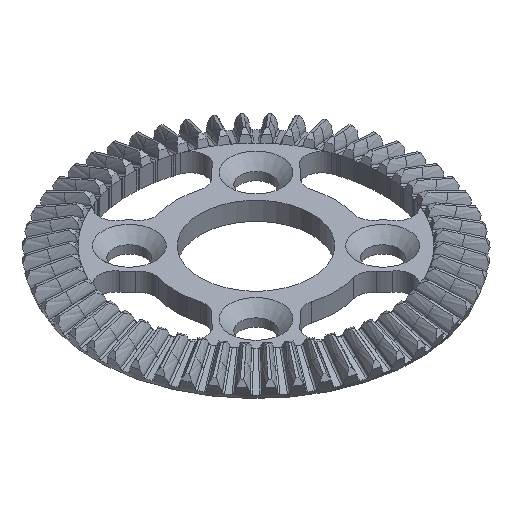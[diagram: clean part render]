
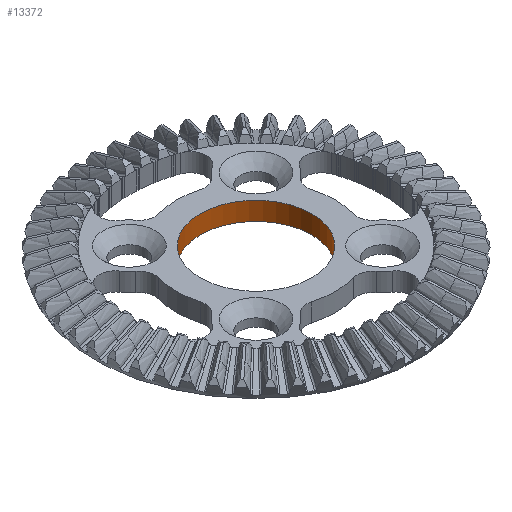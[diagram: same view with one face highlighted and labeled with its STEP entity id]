
A CAD part, isometric view. The second image highlights one B-rep face of the part: STEP entity #13372.
In plain terms, the highlighted cylindrical face has radius 7.025 mm (diameter 14.05 mm), a full revolution.
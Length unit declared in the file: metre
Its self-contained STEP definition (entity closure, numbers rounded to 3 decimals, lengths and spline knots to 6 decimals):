
#2059=CYLINDRICAL_SURFACE('',#14384,0.007025);
#6758=ORIENTED_EDGE('',*,*,#7667,.T.);
#6759=ORIENTED_EDGE('',*,*,#7145,.F.);
#7145=EDGE_CURVE('',#9276,#9276,#10599,.T.);
#7667=EDGE_CURVE('',#9785,#9785,#10749,.T.);
#9276=VERTEX_POINT('',#16960);
#9785=VERTEX_POINT('',#18923);
#10599=CIRCLE('',#13506,0.007025);
#10749=CIRCLE('',#13719,0.007025);
#11653=EDGE_LOOP('',(#6758));
#11654=EDGE_LOOP('',(#6759));
#12469=FACE_BOUND('',#11653,.T.);
#12470=FACE_BOUND('',#11654,.T.);
#13372=ADVANCED_FACE('',(#12469,#12470),#2059,.F.);
#13506=AXIS2_PLACEMENT_3D('',#16959,#14569,#14570);
#13719=AXIS2_PLACEMENT_3D('',#18922,#15025,#15026);
#14384=AXIS2_PLACEMENT_3D('',#27441,#16583,#16584);
#14569=DIRECTION('',(0.,0.,1.));
#14570=DIRECTION('',(0.,-1.,0.));
#15025=DIRECTION('',(0.,0.,1.));
#15026=DIRECTION('',(0.,-1.,0.));
#16583=DIRECTION('',(0.,0.,1.));
#16584=DIRECTION('',(0.,-1.,0.));
#16959=CARTESIAN_POINT('',(0.,0.,-0.0013));
#16960=CARTESIAN_POINT('',(0.,-0.007025,-0.0013));
#18922=CARTESIAN_POINT('',(0.,0.,0.001017));
#18923=CARTESIAN_POINT('',(0.,-0.007025,0.001017));
#27441=CARTESIAN_POINT('',(0.,0.,-0.023983));
